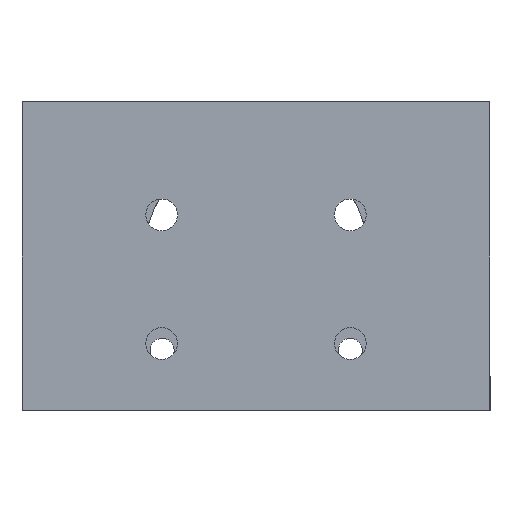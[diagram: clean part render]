
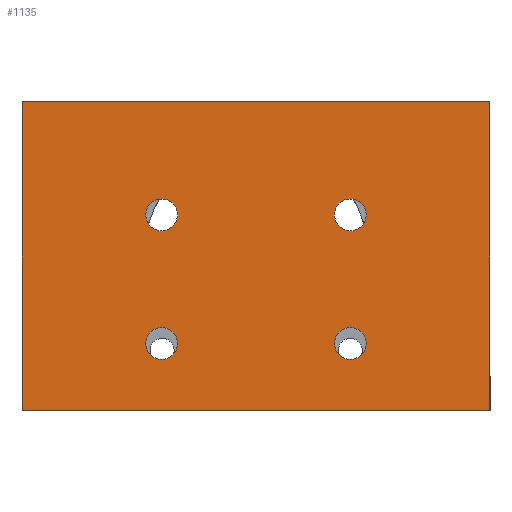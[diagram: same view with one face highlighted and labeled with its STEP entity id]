
A CAD part, front view. The second image highlights one B-rep face of the part: STEP entity #1135.
In plain terms, the highlighted planar face has unit normal (0, -1, 0).
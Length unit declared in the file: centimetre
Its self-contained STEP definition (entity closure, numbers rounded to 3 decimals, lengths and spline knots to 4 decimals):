
#66=LINE($,#1768,#173);
#73=LINE($,#1781,#180);
#74=LINE($,#1783,#181);
#75=LINE($,#1784,#182);
#173=VECTOR($,#1430,1.);
#180=VECTOR($,#1439,1.);
#181=VECTOR($,#1440,1.);
#182=VECTOR($,#1441,1.);
#245=PLANE($,#1222);
#284=FACE_BOUND($,#406,.T.);
#285=FACE_BOUND($,#407,.T.);
#286=FACE_BOUND($,#408,.T.);
#287=FACE_BOUND($,#409,.T.);
#331=FACE_OUTER_BOUND($,#405,.T.);
#405=EDGE_LOOP($,(#896,#897,#898,#899));
#406=EDGE_LOOP($,(#900));
#407=EDGE_LOOP($,(#901));
#408=EDGE_LOOP($,(#902));
#409=EDGE_LOOP($,(#903));
#489=CIRCLE($,#1223,0.185);
#490=CIRCLE($,#1224,0.185);
#491=CIRCLE($,#1225,0.185);
#492=CIRCLE($,#1226,0.185);
#569=VERTEX_POINT($,#1765);
#570=VERTEX_POINT($,#1767);
#575=VERTEX_POINT($,#1780);
#576=VERTEX_POINT($,#1782);
#577=VERTEX_POINT($,#1785);
#578=VERTEX_POINT($,#1787);
#579=VERTEX_POINT($,#1789);
#580=VERTEX_POINT($,#1791);
#695=EDGE_CURVE($,#570,#569,#66,.T.);
#702=EDGE_CURVE($,#575,#569,#73,.F.);
#703=EDGE_CURVE($,#576,#575,#74,.T.);
#704=EDGE_CURVE($,#570,#576,#75,.T.);
#705=EDGE_CURVE($,#577,#577,#489,.F.);
#706=EDGE_CURVE($,#578,#578,#490,.F.);
#707=EDGE_CURVE($,#579,#579,#491,.F.);
#708=EDGE_CURVE($,#580,#580,#492,.F.);
#896=ORIENTED_EDGE($,*,*,#695,.T.);
#897=ORIENTED_EDGE($,*,*,#702,.F.);
#898=ORIENTED_EDGE($,*,*,#703,.F.);
#899=ORIENTED_EDGE($,*,*,#704,.F.);
#900=ORIENTED_EDGE($,*,*,#705,.F.);
#901=ORIENTED_EDGE($,*,*,#706,.F.);
#902=ORIENTED_EDGE($,*,*,#707,.F.);
#903=ORIENTED_EDGE($,*,*,#708,.F.);
#1135=ADVANCED_FACE($,(#331,#284,#285,#286,#287),#245,.F.);
#1222=AXIS2_PLACEMENT_3D($,#1779,#1437,#1438);
#1223=AXIS2_PLACEMENT_3D($,#1786,#1442,#1443);
#1224=AXIS2_PLACEMENT_3D($,#1788,#1444,#1445);
#1225=AXIS2_PLACEMENT_3D($,#1790,#1446,#1447);
#1226=AXIS2_PLACEMENT_3D($,#1792,#1448,#1449);
#1430=DIRECTION($,(-1.,0.,0.));
#1437=DIRECTION('center_axis',(0.,1.,0.));
#1438=DIRECTION('ref_axis',(0.,0.,1.));
#1439=DIRECTION($,(0.,0.,-1.));
#1440=DIRECTION($,(-1.,0.,0.));
#1441=DIRECTION($,(0.,0.,-1.));
#1442=DIRECTION('center_axis',(0.,1.,0.));
#1443=DIRECTION('ref_axis',(-1.,0.,0.));
#1444=DIRECTION('center_axis',(0.,1.,0.));
#1445=DIRECTION('ref_axis',(-1.,0.,0.));
#1446=DIRECTION('center_axis',(0.,1.,0.));
#1447=DIRECTION('ref_axis',(-1.,0.,0.));
#1448=DIRECTION('center_axis',(0.,1.,0.));
#1449=DIRECTION('ref_axis',(-1.,0.,0.));
#1765=CARTESIAN_POINT('',(-0.33,-1.705,3.2));
#1767=CARTESIAN_POINT('',(5.13,-1.705,3.2));
#1768=CARTESIAN_POINT($,(2.4597,-1.705,3.2));
#1779=CARTESIAN_POINT('Origin',(2.4,-1.705,1.4045));
#1780=CARTESIAN_POINT('',(-0.33,-1.705,-0.4));
#1781=CARTESIAN_POINT($,(-0.33,-1.705,1.5023));
#1782=CARTESIAN_POINT('',(5.13,-1.705,-0.4));
#1783=CARTESIAN_POINT($,(2.4,-1.705,-0.4));
#1784=CARTESIAN_POINT($,(5.13,-1.705,1.5023));
#1785=CARTESIAN_POINT('',(1.485,-1.705,1.8798));
#1786=CARTESIAN_POINT('Origin',(1.3,-1.705,1.8798));
#1787=CARTESIAN_POINT('',(3.685,-1.705,1.8798));
#1788=CARTESIAN_POINT('Origin',(3.5,-1.705,1.8798));
#1789=CARTESIAN_POINT('',(1.485,-1.705,0.3798));
#1790=CARTESIAN_POINT('Origin',(1.3,-1.705,0.3798));
#1791=CARTESIAN_POINT('',(3.685,-1.705,0.3798));
#1792=CARTESIAN_POINT('Origin',(3.5,-1.705,0.3798));
